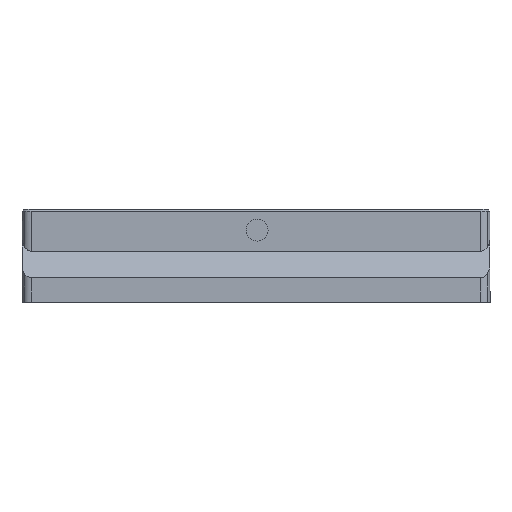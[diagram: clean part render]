
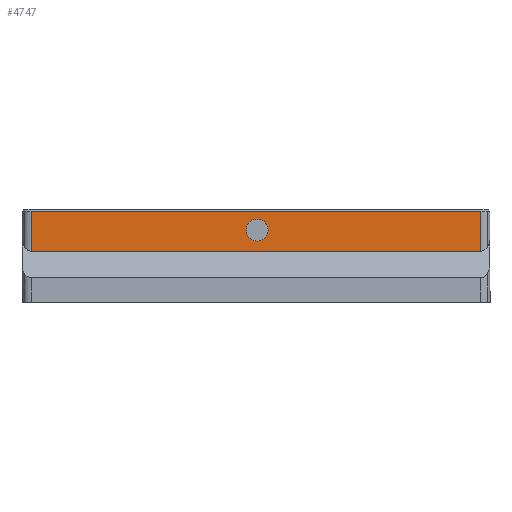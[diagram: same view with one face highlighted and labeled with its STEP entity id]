
A CAD part, top view. The second image highlights one B-rep face of the part: STEP entity #4747.
In plain terms, the highlighted planar face has unit normal (0, 0, 1).
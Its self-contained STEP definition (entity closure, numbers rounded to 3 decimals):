
#61 = ORIENTED_EDGE ( 'NONE', *, *, #6200, .F. ) ;
#213 = CARTESIAN_POINT ( 'NONE',  ( 65.5, -32.5, 120.096 ) ) ;
#301 = CARTESIAN_POINT ( 'NONE',  ( 19.85, -22.5, 120.096 ) ) ;
#393 = FACE_OUTER_BOUND ( 'NONE', #3771, .T. ) ;
#477 = ORIENTED_EDGE ( 'NONE', *, *, #2962, .F. ) ;
#630 = DIRECTION ( 'NONE',  ( 0., -1., 0. ) ) ;
#853 = EDGE_CURVE ( 'NONE', #7354, #9946, #11495, .T. ) ;
#1173 = LINE ( 'NONE', #3164, #4293 ) ;
#1532 = CARTESIAN_POINT ( 'NONE',  ( 17.5, -22.5, 120.096 ) ) ;
#1605 = CARTESIAN_POINT ( 'NONE',  ( -31., -27., 120.096 ) ) ;
#1757 = CARTESIAN_POINT ( 'NONE',  ( 15.15, -22.5, 120.096 ) ) ;
#1848 = DIRECTION ( 'NONE',  ( 0., 0., 1. ) ) ;
#1925 = EDGE_CURVE ( 'NONE', #7354, #2679, #2760, .T. ) ;
#2068 = CARTESIAN_POINT ( 'NONE',  ( -31., -18.4, 120.096 ) ) ;
#2450 = VECTOR ( 'NONE', #2645, 1000. ) ;
#2626 = DIRECTION ( 'NONE',  ( 1., 0., 0. ) ) ;
#2645 = DIRECTION ( 'NONE',  ( 0., -1., 0. ) ) ;
#2679 = VERTEX_POINT ( 'NONE', #11781 ) ;
#2749 = ORIENTED_EDGE ( 'NONE', *, *, #853, .F. ) ;
#2760 = LINE ( 'NONE', #213, #2935 ) ;
#2935 = VECTOR ( 'NONE', #5480, 1000. ) ;
#2962 = EDGE_CURVE ( 'NONE', #6843, #11414, #3826, .T. ) ;
#3164 = CARTESIAN_POINT ( 'NONE',  ( 47.25, -18.4, 120.096 ) ) ;
#3771 = EDGE_LOOP ( 'NONE', ( #61, #11498, #2749, #11686 ) ) ;
#3826 = CIRCLE ( 'NONE', #6914, 2.35 ) ;
#4293 = VECTOR ( 'NONE', #5938, 1000. ) ;
#4355 = DIRECTION ( 'NONE',  ( 0., 0., 1. ) ) ;
#4573 = CIRCLE ( 'NONE', #10146, 2.35 ) ;
#4747 = ADVANCED_FACE ( 'NONE', ( #8650, #393 ), #8536, .T. ) ;
#4840 = VERTEX_POINT ( 'NONE', #2068 ) ;
#4958 = EDGE_CURVE ( 'NONE', #11414, #6843, #4573, .T. ) ;
#5295 = ORIENTED_EDGE ( 'NONE', *, *, #4958, .F. ) ;
#5480 = DIRECTION ( 'NONE',  ( 0., 1., 0. ) ) ;
#5487 = CARTESIAN_POINT ( 'NONE',  ( 65.5, -27., 120.096 ) ) ;
#5743 = AXIS2_PLACEMENT_3D ( 'NONE', #7644, #11299, #630 ) ;
#5938 = DIRECTION ( 'NONE',  ( 1., 0., 0. ) ) ;
#6200 = EDGE_CURVE ( 'NONE', #4840, #2679, #1173, .T. ) ;
#6843 = VERTEX_POINT ( 'NONE', #1757 ) ;
#6914 = AXIS2_PLACEMENT_3D ( 'NONE', #9917, #1848, #2626 ) ;
#7354 = VERTEX_POINT ( 'NONE', #5487 ) ;
#7644 = CARTESIAN_POINT ( 'NONE',  ( 67.5, -27., 120.096 ) ) ;
#7911 = DIRECTION ( 'NONE',  ( 1., 0., 0. ) ) ;
#8536 = PLANE ( 'NONE',  #5743 ) ;
#8650 = FACE_BOUND ( 'NONE', #10266, .T. ) ;
#9076 = VECTOR ( 'NONE', #9517, 1000. ) ;
#9517 = DIRECTION ( 'NONE',  ( -1., 0., 0. ) ) ;
#9694 = CARTESIAN_POINT ( 'NONE',  ( 67.5, -27., 120.096 ) ) ;
#9917 = CARTESIAN_POINT ( 'NONE',  ( 17.5, -22.5, 120.096 ) ) ;
#9931 = LINE ( 'NONE', #10896, #2450 ) ;
#9946 = VERTEX_POINT ( 'NONE', #1605 ) ;
#10146 = AXIS2_PLACEMENT_3D ( 'NONE', #1532, #4355, #7911 ) ;
#10266 = EDGE_LOOP ( 'NONE', ( #5295, #477 ) ) ;
#10896 = CARTESIAN_POINT ( 'NONE',  ( -31., -32.5, 120.096 ) ) ;
#11299 = DIRECTION ( 'NONE',  ( 0., 0., 1. ) ) ;
#11414 = VERTEX_POINT ( 'NONE', #301 ) ;
#11495 = LINE ( 'NONE', #9694, #9076 ) ;
#11498 = ORIENTED_EDGE ( 'NONE', *, *, #11562, .T. ) ;
#11562 = EDGE_CURVE ( 'NONE', #4840, #9946, #9931, .T. ) ;
#11686 = ORIENTED_EDGE ( 'NONE', *, *, #1925, .T. ) ;
#11781 = CARTESIAN_POINT ( 'NONE',  ( 65.5, -18.4, 120.096 ) ) ;
